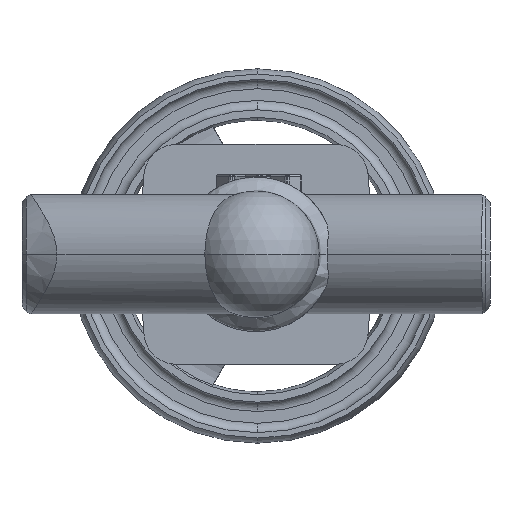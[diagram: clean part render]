
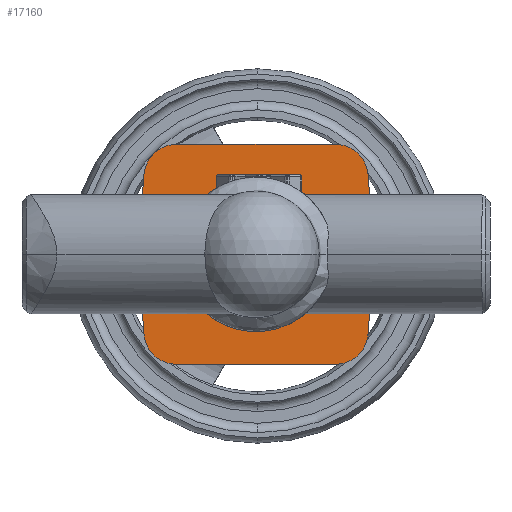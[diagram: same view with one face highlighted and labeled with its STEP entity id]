
A CAD part, front view. The second image highlights one B-rep face of the part: STEP entity #17160.
In plain terms, the highlighted planar face has unit normal (0, -1, 0).
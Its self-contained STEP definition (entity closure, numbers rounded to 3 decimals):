
#202 = CARTESIAN_POINT ( 'NONE',  ( -47., 47., -47. ) ) ;
#274 = ORIENTED_EDGE ( 'NONE', *, *, #5469, .T. ) ;
#282 = PLANE ( 'NONE',  #20512 ) ;
#304 = CARTESIAN_POINT ( 'NONE',  ( 33.945, 47., -47. ) ) ;
#593 = CARTESIAN_POINT ( 'NONE',  ( -33.945, 47., 33. ) ) ;
#775 = CARTESIAN_POINT ( 'NONE',  ( -47.911, 47., 33.977 ) ) ;
#1251 = ORIENTED_EDGE ( 'NONE', *, *, #10749, .T. ) ;
#1479 = VERTEX_POINT ( 'NONE', #21312 ) ;
#1572 = EDGE_CURVE ( 'NONE', #8386, #17995, #10245, .T. ) ;
#1809 = DIRECTION ( 'NONE',  ( 0., 1., 0. ) ) ;
#1816 = ORIENTED_EDGE ( 'NONE', *, *, #3612, .T. ) ;
#1899 = FACE_BOUND ( 'NONE', #2527, .T. ) ;
#2401 = DIRECTION ( 'NONE',  ( 0., 0., 1. ) ) ;
#2527 = EDGE_LOOP ( 'NONE', ( #1251, #1816, #12308, #12843 ) ) ;
#2572 =( BOUNDED_CURVE ( )  B_SPLINE_CURVE ( 3, ( #13673, #20802, #3185, #15516 ),
 .UNSPECIFIED., .F., .T. ) 
 B_SPLINE_CURVE_WITH_KNOTS ( ( 4, 4 ),
 ( 2.589, 3.142 ),
 .UNSPECIFIED. ) 
 CURVE ( )  GEOMETRIC_REPRESENTATION_ITEM ( )  RATIONAL_B_SPLINE_CURVE ( ( 1., 0.975, 0.975, 1. ) ) 
 REPRESENTATION_ITEM ( '' )  );
#2676 = CARTESIAN_POINT ( 'NONE',  ( 41.827, 47., 0. ) ) ;
#2993 = CARTESIAN_POINT ( 'NONE',  ( -50.287, 47., 0. ) ) ;
#3185 = CARTESIAN_POINT ( 'NONE',  ( 41.827, 47., 4.759 ) ) ;
#3565 = VERTEX_POINT ( 'NONE', #8370 ) ;
#3597 = AXIS2_PLACEMENT_3D ( 'NONE', #15666, #5150, #17471 ) ;
#3612 = EDGE_CURVE ( 'NONE', #19006, #1479, #8100, .T. ) ;
#3642 = ORIENTED_EDGE ( 'NONE', *, *, #6003, .T. ) ;
#3928 = LINE ( 'NONE', #6945, #17450 ) ;
#4182 = ORIENTED_EDGE ( 'NONE', *, *, #16560, .T. ) ;
#4352 = AXIS2_PLACEMENT_3D ( 'NONE', #17328, #6785, #19110 ) ;
#4935 = DIRECTION ( 'NONE',  ( -1., 0., 0. ) ) ;
#5089 = LINE ( 'NONE', #202, #9230 ) ;
#5150 = DIRECTION ( 'NONE',  ( 0., -1., 0. ) ) ;
#5429 = LINE ( 'NONE', #17251, #18903 ) ;
#5466 = CARTESIAN_POINT ( 'NONE',  ( 47., 47., -47. ) ) ;
#5469 = EDGE_CURVE ( 'NONE', #18196, #12821, #21488, .T. ) ;
#5596 = CARTESIAN_POINT ( 'NONE',  ( 47., 47., 47. ) ) ;
#6003 = EDGE_CURVE ( 'NONE', #16509, #9372, #16985, .T. ) ;
#6140 = ORIENTED_EDGE ( 'NONE', *, *, #22675, .T. ) ;
#6371 = VERTEX_POINT ( 'NONE', #11689 ) ;
#6785 = DIRECTION ( 'NONE',  ( 0., 1., 0. ) ) ;
#6945 = CARTESIAN_POINT ( 'NONE',  ( 50.287, 47., 0. ) ) ;
#7171 = VERTEX_POINT ( 'NONE', #15918 ) ;
#7170 = CARTESIAN_POINT ( 'NONE',  ( 33.945, 47., 33. ) ) ;
#7510 = DIRECTION ( 'NONE',  ( 0., 1., 0. ) ) ;
#7610 = CARTESIAN_POINT ( 'NONE',  ( 47.911, 47., 33.977 ) ) ;
#7635 = EDGE_CURVE ( 'NONE', #18196, #17995, #5429, .T. ) ;
#7650 = EDGE_CURVE ( 'NONE', #6371, #7171, #14218, .T. ) ;
#8100 =( BOUNDED_CURVE ( )  B_SPLINE_CURVE ( 3, ( #19008, #20807, #10222, #22545 ),
 .UNSPECIFIED., .F., .F. ) 
 B_SPLINE_CURVE_WITH_KNOTS ( ( 4, 4 ),
 ( 3.142, 3.694 ),
 .UNSPECIFIED. ) 
 CURVE ( )  GEOMETRIC_REPRESENTATION_ITEM ( )  RATIONAL_B_SPLINE_CURVE ( ( 1., 0.975, 0.975, 1. ) ) 
 REPRESENTATION_ITEM ( '' )  );
#8370 = CARTESIAN_POINT ( 'NONE',  ( 50.287, 47., 0. ) ) ;
#8386 = VERTEX_POINT ( 'NONE', #16220 ) ;
#8706 = DIRECTION ( 'NONE',  ( -0.07, 0., 0.998 ) ) ;
#8957 = DIRECTION ( 'NONE',  ( 0., 0., 1. ) ) ;
#9230 = VECTOR ( 'NONE', #16133, 1000. ) ;
#9274 = CARTESIAN_POINT ( 'NONE',  ( -33.945, 47., -33. ) ) ;
#9315 = ORIENTED_EDGE ( 'NONE', *, *, #21676, .F. ) ;
#9372 = VERTEX_POINT ( 'NONE', #13409 ) ;
#9743 = EDGE_CURVE ( 'NONE', #3565, #16530, #3928, .T. ) ;
#9821 = EDGE_CURVE ( 'NONE', #1479, #6371, #16877, .T. ) ;
#9855 = VERTEX_POINT ( 'NONE', #17716 ) ;
#9941 = CARTESIAN_POINT ( 'NONE',  ( -33.945, 47., -47. ) ) ;
#10222 = CARTESIAN_POINT ( 'NONE',  ( 37.838, 47., -9.338 ) ) ;
#10245 = CIRCLE ( 'NONE', #13572, 14. ) ;
#10531 = ORIENTED_EDGE ( 'NONE', *, *, #17529, .F. ) ;
#10749 = EDGE_CURVE ( 'NONE', #7171, #19006, #2572, .T. ) ;
#10943 = CIRCLE ( 'NONE', #12249, 14. ) ;
#11017 = DIRECTION ( 'NONE',  ( 0., 0., 1. ) ) ;
#11334 = ORIENTED_EDGE ( 'NONE', *, *, #9743, .T. ) ;
#11343 = VECTOR ( 'NONE', #14217, 1000. ) ;
#11689 = CARTESIAN_POINT ( 'NONE',  ( -33., 47., 0. ) ) ;
#12249 = AXIS2_PLACEMENT_3D ( 'NONE', #7170, #19500, #8957 ) ;
#12308 = ORIENTED_EDGE ( 'NONE', *, *, #9821, .T. ) ;
#12389 = CARTESIAN_POINT ( 'NONE',  ( 0., 47., 0. ) ) ;
#12821 = VERTEX_POINT ( 'NONE', #17699 ) ;
#12843 = ORIENTED_EDGE ( 'NONE', *, *, #7650, .T. ) ;
#12954 = DIRECTION ( 'NONE',  ( 0., -1., 0. ) ) ;
#13409 = CARTESIAN_POINT ( 'NONE',  ( -33.945, 47., 47. ) ) ;
#13555 = DIRECTION ( 'NONE',  ( 0.07, 0., 0.998 ) ) ;
#13572 = AXIS2_PLACEMENT_3D ( 'NONE', #9274, #21604, #11017 ) ;
#13673 = CARTESIAN_POINT ( 'NONE',  ( 30.162, 47., 13.389 ) ) ;
#13846 = AXIS2_PLACEMENT_3D ( 'NONE', #12389, #1809, #14171 ) ;
#14171 = DIRECTION ( 'NONE',  ( 0., 0., 1. ) ) ;
#14217 = DIRECTION ( 'NONE',  ( 0.07, 0., 0.998 ) ) ;
#14218 = CIRCLE ( 'NONE', #4352, 33. ) ;
#15516 = CARTESIAN_POINT ( 'NONE',  ( 41.827, 47., 0. ) ) ;
#15666 = CARTESIAN_POINT ( 'NONE',  ( 33.945, 47., -33. ) ) ;
#15686 = VECTOR ( 'NONE', #13555, 1000. ) ;
#15918 = CARTESIAN_POINT ( 'NONE',  ( 30.162, 47., 13.389 ) ) ;
#16133 = DIRECTION ( 'NONE',  ( -0.07, 0., 0.998 ) ) ;
#16220 = CARTESIAN_POINT ( 'NONE',  ( -47.911, 47., -33.977 ) ) ;
#16509 = VERTEX_POINT ( 'NONE', #19866 ) ;
#16530 = VERTEX_POINT ( 'NONE', #7610 ) ;
#16560 = EDGE_CURVE ( 'NONE', #9372, #19441, #19608, .T. ) ;
#16585 = ORIENTED_EDGE ( 'NONE', *, *, #19273, .T. ) ;
#16877 = CIRCLE ( 'NONE', #13846, 33. ) ;
#16985 = LINE ( 'NONE', #5596, #22234 ) ;
#17160 = ADVANCED_FACE ( 'NONE', ( #1899, #20137 ), #282, .F. ) ;
#17194 = EDGE_LOOP ( 'NONE', ( #9315, #19796, #20348, #274, #6140, #11334, #16585, #3642, #4182, #10531 ) ) ;
#17251 = CARTESIAN_POINT ( 'NONE',  ( 47., 47., -47. ) ) ;
#17328 = CARTESIAN_POINT ( 'NONE',  ( 0., 47., 0. ) ) ;
#17450 = VECTOR ( 'NONE', #8706, 1000. ) ;
#17471 = DIRECTION ( 'NONE',  ( 0., 0., 1. ) ) ;
#17529 = EDGE_CURVE ( 'NONE', #9855, #19441, #20413, .T. ) ;
#17699 = CARTESIAN_POINT ( 'NONE',  ( 47.911, 47., -33.977 ) ) ;
#17716 = CARTESIAN_POINT ( 'NONE',  ( -50.287, 47., 0. ) ) ;
#17900 = DIRECTION ( 'NONE',  ( -1., 0., 0. ) ) ;
#17995 = VERTEX_POINT ( 'NONE', #9941 ) ;
#18058 = CARTESIAN_POINT ( 'NONE',  ( 0., 47., 0. ) ) ;
#18196 = VERTEX_POINT ( 'NONE', #304 ) ;
#18903 = VECTOR ( 'NONE', #4935, 1000. ) ;
#19006 = VERTEX_POINT ( 'NONE', #2676 ) ;
#19008 = CARTESIAN_POINT ( 'NONE',  ( 41.827, 47., 0. ) ) ;
#19110 = DIRECTION ( 'NONE',  ( 0., 0., 1. ) ) ;
#19273 = EDGE_CURVE ( 'NONE', #16530, #16509, #10943, .T. ) ;
#19277 = AXIS2_PLACEMENT_3D ( 'NONE', #593, #12954, #2401 ) ;
#19441 = VERTEX_POINT ( 'NONE', #775 ) ;
#19500 = DIRECTION ( 'NONE',  ( 0., -1., 0. ) ) ;
#19608 = CIRCLE ( 'NONE', #19277, 14. ) ;
#19796 = ORIENTED_EDGE ( 'NONE', *, *, #1572, .T. ) ;
#19836 = DIRECTION ( 'NONE',  ( 0., 0., 1. ) ) ;
#19866 = CARTESIAN_POINT ( 'NONE',  ( 33.945, 47., 47. ) ) ;
#20137 = FACE_OUTER_BOUND ( 'NONE', #17194, .T. ) ;
#20348 = ORIENTED_EDGE ( 'NONE', *, *, #7635, .F. ) ;
#20413 = LINE ( 'NONE', #2993, #15686 ) ;
#20512 = AXIS2_PLACEMENT_3D ( 'NONE', #18058, #7510, #19836 ) ;
#20802 = CARTESIAN_POINT ( 'NONE',  ( 37.838, 47., 9.338 ) ) ;
#20807 = CARTESIAN_POINT ( 'NONE',  ( 41.827, 47., -4.759 ) ) ;
#21312 = CARTESIAN_POINT ( 'NONE',  ( 30.162, 47., -13.389 ) ) ;
#21488 = CIRCLE ( 'NONE', #3597, 14. ) ;
#21604 = DIRECTION ( 'NONE',  ( 0., -1., 0. ) ) ;
#21676 = EDGE_CURVE ( 'NONE', #8386, #9855, #5089, .T. ) ;
#22234 = VECTOR ( 'NONE', #17900, 1000. ) ;
#22399 = LINE ( 'NONE', #5466, #11343 ) ;
#22545 = CARTESIAN_POINT ( 'NONE',  ( 30.162, 47., -13.389 ) ) ;
#22675 = EDGE_CURVE ( 'NONE', #12821, #3565, #22399, .T. ) ;
